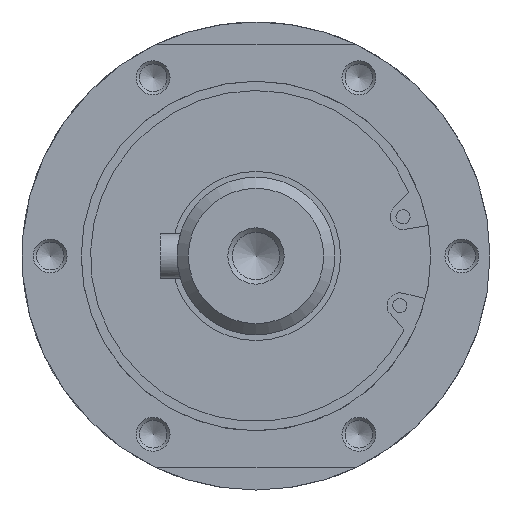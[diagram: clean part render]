
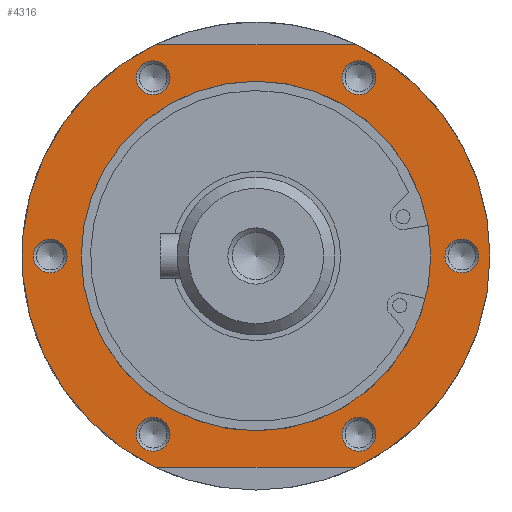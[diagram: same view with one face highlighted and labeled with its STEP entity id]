
A CAD part, left-side view. The second image highlights one B-rep face of the part: STEP entity #4316.
In plain terms, the highlighted planar face has unit normal (-1, 0, 0).
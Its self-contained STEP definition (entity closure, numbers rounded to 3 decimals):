
#161=LINE('',#6594,#476);
#165=LINE('',#6605,#480);
#476=VECTOR('',#5257,10.);
#480=VECTOR('',#5267,10.);
#831=FACE_BOUND('',#1157,.T.);
#832=FACE_BOUND('',#1158,.T.);
#833=FACE_BOUND('',#1159,.T.);
#834=FACE_BOUND('',#1160,.T.);
#835=FACE_BOUND('',#1161,.T.);
#836=FACE_BOUND('',#1162,.T.);
#837=FACE_BOUND('',#1163,.T.);
#902=FACE_OUTER_BOUND('',#1156,.T.);
#1156=EDGE_LOOP('',(#2863,#2864,#2865,#2866,#2867));
#1157=EDGE_LOOP('',(#2868));
#1158=EDGE_LOOP('',(#2869));
#1159=EDGE_LOOP('',(#2870));
#1160=EDGE_LOOP('',(#2871,#2872));
#1161=EDGE_LOOP('',(#2873));
#1162=EDGE_LOOP('',(#2874));
#1163=EDGE_LOOP('',(#2875));
#1448=CIRCLE('',#4645,41.5);
#1449=CIRCLE('',#4646,41.5);
#1450=CIRCLE('',#4647,41.5);
#1451=CIRCLE('',#4649,3.);
#1454=CIRCLE('',#4653,3.);
#1455=CIRCLE('',#4654,3.);
#1456=CIRCLE('',#4655,3.);
#1457=CIRCLE('',#4656,31.);
#1458=CIRCLE('',#4657,31.);
#1459=CIRCLE('',#4658,3.);
#1460=CIRCLE('',#4659,3.);
#1710=VERTEX_POINT('',#6591);
#1711=VERTEX_POINT('',#6593);
#1714=VERTEX_POINT('',#6602);
#1715=VERTEX_POINT('',#6604);
#1718=VERTEX_POINT('',#6612);
#1719=VERTEX_POINT('',#6618);
#1722=VERTEX_POINT('',#6626);
#1723=VERTEX_POINT('',#6628);
#1724=VERTEX_POINT('',#6630);
#1725=VERTEX_POINT('',#6632);
#1726=VERTEX_POINT('',#6633);
#1727=VERTEX_POINT('',#6636);
#1728=VERTEX_POINT('',#6638);
#2153=EDGE_CURVE('',#1711,#1710,#161,.T.);
#2158=EDGE_CURVE('',#1715,#1714,#165,.T.);
#2163=EDGE_CURVE('',#1718,#1710,#1448,.T.);
#2164=EDGE_CURVE('',#1711,#1714,#1449,.T.);
#2165=EDGE_CURVE('',#1715,#1718,#1450,.T.);
#2166=EDGE_CURVE('',#1719,#1719,#1451,.T.);
#2170=EDGE_CURVE('',#1722,#1722,#1454,.T.);
#2171=EDGE_CURVE('',#1723,#1723,#1455,.T.);
#2172=EDGE_CURVE('',#1724,#1724,#1456,.T.);
#2173=EDGE_CURVE('',#1725,#1726,#1457,.T.);
#2174=EDGE_CURVE('',#1726,#1725,#1458,.T.);
#2175=EDGE_CURVE('',#1727,#1727,#1459,.T.);
#2176=EDGE_CURVE('',#1728,#1728,#1460,.T.);
#2863=ORIENTED_EDGE('',*,*,#2153,.T.);
#2864=ORIENTED_EDGE('',*,*,#2163,.F.);
#2865=ORIENTED_EDGE('',*,*,#2165,.F.);
#2866=ORIENTED_EDGE('',*,*,#2158,.T.);
#2867=ORIENTED_EDGE('',*,*,#2164,.F.);
#2868=ORIENTED_EDGE('',*,*,#2170,.F.);
#2869=ORIENTED_EDGE('',*,*,#2171,.F.);
#2870=ORIENTED_EDGE('',*,*,#2172,.F.);
#2871=ORIENTED_EDGE('',*,*,#2173,.T.);
#2872=ORIENTED_EDGE('',*,*,#2174,.T.);
#2873=ORIENTED_EDGE('',*,*,#2175,.F.);
#2874=ORIENTED_EDGE('',*,*,#2176,.F.);
#2875=ORIENTED_EDGE('',*,*,#2166,.F.);
#3940=PLANE('',#4652);
#4316=ADVANCED_FACE('',(#902,#831,#832,#833,#834,#835,#836,#837),#3940,
 .T.);
#4645=AXIS2_PLACEMENT_3D('',#6614,#5276,#5277);
#4646=AXIS2_PLACEMENT_3D('',#6615,#5278,#5279);
#4647=AXIS2_PLACEMENT_3D('',#6616,#5280,#5281);
#4649=AXIS2_PLACEMENT_3D('',#6619,#5284,#5285);
#4652=AXIS2_PLACEMENT_3D('',#6625,#5291,#5292);
#4653=AXIS2_PLACEMENT_3D('',#6627,#5293,#5294);
#4654=AXIS2_PLACEMENT_3D('',#6629,#5295,#5296);
#4655=AXIS2_PLACEMENT_3D('',#6631,#5297,#5298);
#4656=AXIS2_PLACEMENT_3D('',#6634,#5299,#5300);
#4657=AXIS2_PLACEMENT_3D('',#6635,#5301,#5302);
#4658=AXIS2_PLACEMENT_3D('',#6637,#5303,#5304);
#4659=AXIS2_PLACEMENT_3D('',#6639,#5305,#5306);
#5257=DIRECTION('',(0.,-1.,0.));
#5267=DIRECTION('',(0.,1.,0.));
#5276=DIRECTION('center_axis',(1.,0.,0.));
#5277=DIRECTION('ref_axis',(0.,1.,0.));
#5278=DIRECTION('center_axis',(1.,0.,0.));
#5279=DIRECTION('ref_axis',(0.,1.,0.));
#5280=DIRECTION('center_axis',(1.,0.,0.));
#5281=DIRECTION('ref_axis',(0.,1.,0.));
#5284=DIRECTION('center_axis',(-1.,0.,0.));
#5285=DIRECTION('ref_axis',(0.,0.866,0.5));
#5291=DIRECTION('center_axis',(-1.,0.,0.));
#5292=DIRECTION('ref_axis',(0.,0.,
1.));
#5293=DIRECTION('center_axis',(-1.,0.,0.));
#5294=DIRECTION('ref_axis',(0.,0.,
1.));
#5295=DIRECTION('center_axis',(-1.,0.,0.));
#5296=DIRECTION('ref_axis',(0.,-0.866,0.5));
#5297=DIRECTION('center_axis',(-1.,0.,0.));
#5298=DIRECTION('ref_axis',(0.,-0.866,-0.5));
#5299=DIRECTION('center_axis',(1.,0.,0.));
#5300=DIRECTION('ref_axis',(0.,1.,0.));
#5301=DIRECTION('center_axis',(1.,0.,0.));
#5302=DIRECTION('ref_axis',(0.,1.,0.));
#5303=DIRECTION('center_axis',(-1.,0.,0.));
#5304=DIRECTION('ref_axis',(0.,0.,
-1.));
#5305=DIRECTION('center_axis',(-1.,0.,0.));
#5306=DIRECTION('ref_axis',(0.,0.866,-0.5));
#6591=CARTESIAN_POINT('',(-225.,-17.776,-37.5));
#6593=CARTESIAN_POINT('',(-225.,17.776,-37.5));
#6594=CARTESIAN_POINT('',(-225.,4.214,-37.5));
#6602=CARTESIAN_POINT('',(-225.,17.776,37.5));
#6604=CARTESIAN_POINT('',(-225.,-17.776,37.5));
#6605=CARTESIAN_POINT('',(-225.,32.036,37.5));
#6612=CARTESIAN_POINT('',(-225.,-41.5,0.));
#6614=CARTESIAN_POINT('Origin',(-225.,0.,0.));
#6615=CARTESIAN_POINT('Origin',(-225.,0.,0.));
#6616=CARTESIAN_POINT('Origin',(-225.,0.,0.));
#6618=CARTESIAN_POINT('',(-225.,-20.848,30.11));
#6619=CARTESIAN_POINT('Origin',(-225.,-18.25,31.61));
#6625=CARTESIAN_POINT('Origin',(-225.,36.25,0.));
#6626=CARTESIAN_POINT('',(-225.,-36.5,-3.));
#6627=CARTESIAN_POINT('Origin',(-225.,-36.5,0.));
#6628=CARTESIAN_POINT('',(-225.,-15.652,-33.11));
#6629=CARTESIAN_POINT('Origin',(-225.,-18.25,-31.61));
#6630=CARTESIAN_POINT('',(-225.,20.848,-30.11));
#6631=CARTESIAN_POINT('Origin',(-225.,18.25,-31.61));
#6632=CARTESIAN_POINT('',(-225.,31.,0.));
#6633=CARTESIAN_POINT('',(-225.,-31.,0.));
#6634=CARTESIAN_POINT('Origin',(-225.,0.,0.));
#6635=CARTESIAN_POINT('Origin',(-225.,0.,0.));
#6636=CARTESIAN_POINT('',(-225.,36.5,3.));
#6637=CARTESIAN_POINT('Origin',(-225.,36.5,0.));
#6638=CARTESIAN_POINT('',(-225.,15.652,33.11));
#6639=CARTESIAN_POINT('Origin',(-225.,18.25,31.61));
